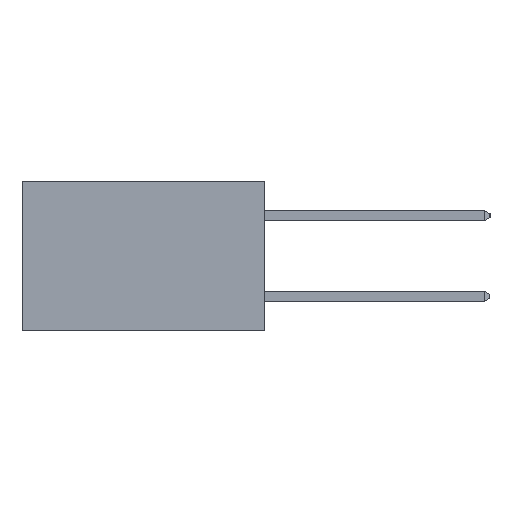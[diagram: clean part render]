
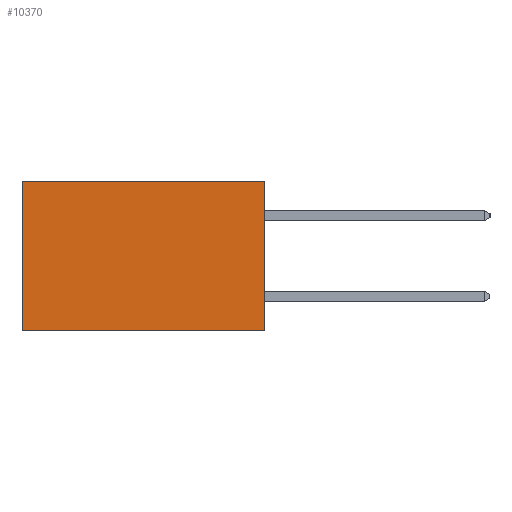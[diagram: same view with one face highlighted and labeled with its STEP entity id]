
A CAD part, left-side view. The second image highlights one B-rep face of the part: STEP entity #10370.
In plain terms, the highlighted planar face has unit normal (-1, 0, 0).
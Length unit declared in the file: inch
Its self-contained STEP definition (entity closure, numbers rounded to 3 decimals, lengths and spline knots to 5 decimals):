
#110 = VECTOR ( 'NONE', #3261, 39.37008 ) ;
#511 = ORIENTED_EDGE ( 'NONE', *, *, #14301, .F. ) ;
#689 = DIRECTION ( 'NONE',  ( 0., 1., 0. ) ) ;
#1288 = CARTESIAN_POINT ( 'NONE',  ( 0.2615, 0., 0. ) ) ;
#1340 = ORIENTED_EDGE ( 'NONE', *, *, #4890, .T. ) ;
#1924 = LINE ( 'NONE', #7020, #14851 ) ;
#2118 = VERTEX_POINT ( 'NONE', #16140 ) ;
#2400 = FACE_OUTER_BOUND ( 'NONE', #5360, .T. ) ;
#3261 = DIRECTION ( 'NONE',  ( 0., 0., -1. ) ) ;
#3979 = PLANE ( 'NONE',  #14673 ) ;
#4348 = LINE ( 'NONE', #9527, #110 ) ;
#4714 = VECTOR ( 'NONE', #12243, 39.37008 ) ;
#4796 = VERTEX_POINT ( 'NONE', #1288 ) ;
#4890 = EDGE_CURVE ( 'NONE', #4796, #6803, #1924, .T. ) ;
#5360 = EDGE_LOOP ( 'NONE', ( #9568, #15333, #511, #1340 ) ) ;
#5724 = VERTEX_POINT ( 'NONE', #9159 ) ;
#6803 = VERTEX_POINT ( 'NONE', #15769 ) ;
#7020 = CARTESIAN_POINT ( 'NONE',  ( 0.2615, 0., 0. ) ) ;
#7181 = LINE ( 'NONE', #16098, #4714 ) ;
#7469 = CARTESIAN_POINT ( 'NONE',  ( 0.2615, 0., -0.37 ) ) ;
#7576 = EDGE_CURVE ( 'NONE', #2118, #5724, #7181, .T. ) ;
#9128 = VECTOR ( 'NONE', #12109, 39.37008 ) ;
#9159 = CARTESIAN_POINT ( 'NONE',  ( 0.2615, 0.6, -0.37 ) ) ;
#9527 = CARTESIAN_POINT ( 'NONE',  ( 0.2615, 0.6, -0.37 ) ) ;
#9568 = ORIENTED_EDGE ( 'NONE', *, *, #9943, .T. ) ;
#9601 = LINE ( 'NONE', #12293, #9128 ) ;
#9943 = EDGE_CURVE ( 'NONE', #6803, #5724, #4348, .T. ) ;
#10370 = ADVANCED_FACE ( 'NONE', ( #2400 ), #3979, .F. ) ;
#11414 = DIRECTION ( 'NONE',  ( 0., 0., -1. ) ) ;
#12109 = DIRECTION ( 'NONE',  ( 0., 0., -1. ) ) ;
#12243 = DIRECTION ( 'NONE',  ( 0., 1., 0. ) ) ;
#12293 = CARTESIAN_POINT ( 'NONE',  ( 0.2615, 0., -0.37 ) ) ;
#14301 = EDGE_CURVE ( 'NONE', #4796, #2118, #9601, .T. ) ;
#14673 = AXIS2_PLACEMENT_3D ( 'NONE', #7469, #15119, #11414 ) ;
#14851 = VECTOR ( 'NONE', #689, 39.37008 ) ;
#15119 = DIRECTION ( 'NONE',  ( 1., 0., 0. ) ) ;
#15333 = ORIENTED_EDGE ( 'NONE', *, *, #7576, .F. ) ;
#15769 = CARTESIAN_POINT ( 'NONE',  ( 0.2615, 0.6, 0. ) ) ;
#16098 = CARTESIAN_POINT ( 'NONE',  ( 0.2615, 0., -0.37 ) ) ;
#16140 = CARTESIAN_POINT ( 'NONE',  ( 0.2615, 0., -0.37 ) ) ;
